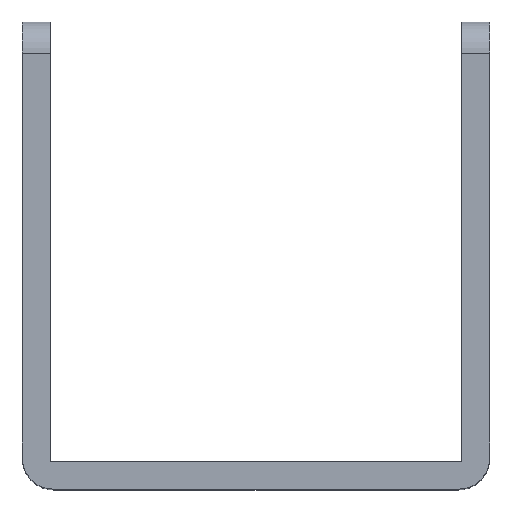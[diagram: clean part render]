
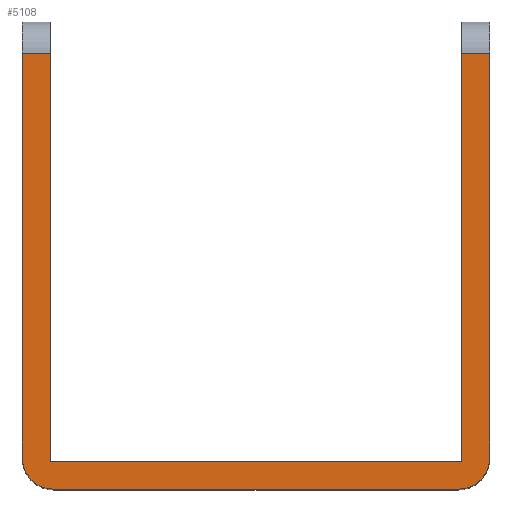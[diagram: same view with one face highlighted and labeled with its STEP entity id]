
A CAD part, top view. The second image highlights one B-rep face of the part: STEP entity #5108.
In plain terms, the highlighted planar face has unit normal (0, 0, 1).
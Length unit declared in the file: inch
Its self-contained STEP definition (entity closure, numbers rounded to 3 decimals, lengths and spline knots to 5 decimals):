
#162 = VERTEX_POINT ( 'NONE', #2117 ) ;
#182 = ORIENTED_EDGE ( 'NONE', *, *, #2175, .T. ) ;
#322 = ORIENTED_EDGE ( 'NONE', *, *, #1634, .T. ) ;
#358 = LINE ( 'NONE', #3713, #1344 ) ;
#447 = PLANE ( 'NONE',  #4698 ) ;
#480 = CARTESIAN_POINT ( 'NONE',  ( 0.1, 0., 1.5 ) ) ;
#584 = DIRECTION ( 'NONE',  ( 0., -1., 0. ) ) ;
#597 = CARTESIAN_POINT ( 'NONE',  ( 1.41, 0.09, 1.5 ) ) ;
#649 = ORIENTED_EDGE ( 'NONE', *, *, #3592, .T. ) ;
#663 = DIRECTION ( 'NONE',  ( 0., 0., 1. ) ) ;
#771 = EDGE_CURVE ( 'NONE', #1202, #1685, #4422, .T. ) ;
#790 = LINE ( 'NONE', #597, #3092 ) ;
#838 = VERTEX_POINT ( 'NONE', #2880 ) ;
#944 = CARTESIAN_POINT ( 'NONE',  ( 1.5, 1.4, 1.5 ) ) ;
#1042 = CARTESIAN_POINT ( 'NONE',  ( 0.09, 0.09, 1.5 ) ) ;
#1175 = VECTOR ( 'NONE', #3339, 39.37008 ) ;
#1202 = VERTEX_POINT ( 'NONE', #1042 ) ;
#1218 = DIRECTION ( 'NONE',  ( -1., 0., 0. ) ) ;
#1273 = CARTESIAN_POINT ( 'NONE',  ( 0., 0., 1.5 ) ) ;
#1283 = DIRECTION ( 'NONE',  ( 0., -1., 0. ) ) ;
#1320 = FACE_OUTER_BOUND ( 'NONE', #4450, .T. ) ;
#1343 = EDGE_CURVE ( 'NONE', #2066, #1545, #790, .T. ) ;
#1344 = VECTOR ( 'NONE', #1283, 39.37008 ) ;
#1471 = DIRECTION ( 'NONE',  ( 0., 0., 1. ) ) ;
#1531 = CARTESIAN_POINT ( 'NONE',  ( 0.09, 0.09, 1.5 ) ) ;
#1545 = VERTEX_POINT ( 'NONE', #4105 ) ;
#1583 = VECTOR ( 'NONE', #1218, 39.37008 ) ;
#1634 = EDGE_CURVE ( 'NONE', #838, #5206, #3371, .T. ) ;
#1685 = VERTEX_POINT ( 'NONE', #3208 ) ;
#1705 = DIRECTION ( 'NONE',  ( -1., 0., 0. ) ) ;
#1719 = EDGE_CURVE ( 'NONE', #1685, #5020, #4160, .T. ) ;
#1774 = LINE ( 'NONE', #2189, #2903 ) ;
#1806 = AXIS2_PLACEMENT_3D ( 'NONE', #3893, #1471, #4294 ) ;
#1843 = CARTESIAN_POINT ( 'NONE',  ( 1.41, 1.4, 1.5 ) ) ;
#1913 = VERTEX_POINT ( 'NONE', #480 ) ;
#2066 = VERTEX_POINT ( 'NONE', #1843 ) ;
#2117 = CARTESIAN_POINT ( 'NONE',  ( 1.4, 0., 1.5 ) ) ;
#2175 = EDGE_CURVE ( 'NONE', #3109, #1913, #4120, .T. ) ;
#2189 = CARTESIAN_POINT ( 'NONE',  ( 1.5, 0., 1.5 ) ) ;
#2363 = DIRECTION ( 'NONE',  ( -1., 0., 0. ) ) ;
#2495 = ORIENTED_EDGE ( 'NONE', *, *, #771, .T. ) ;
#2559 = ORIENTED_EDGE ( 'NONE', *, *, #5027, .T. ) ;
#2572 = VECTOR ( 'NONE', #3549, 39.37008 ) ;
#2577 = ORIENTED_EDGE ( 'NONE', *, *, #4739, .T. ) ;
#2880 = CARTESIAN_POINT ( 'NONE',  ( 1.5, 0.1, 1.5 ) ) ;
#2903 = VECTOR ( 'NONE', #4582, 39.37008 ) ;
#2906 = CARTESIAN_POINT ( 'NONE',  ( 0., 1.4, 1.5 ) ) ;
#3092 = VECTOR ( 'NONE', #584, 39.37008 ) ;
#3109 = VERTEX_POINT ( 'NONE', #4203 ) ;
#3128 = VECTOR ( 'NONE', #2363, 39.37008 ) ;
#3154 = CARTESIAN_POINT ( 'NONE',  ( 0.1, 0.1, 1.5 ) ) ;
#3191 = DIRECTION ( 'NONE',  ( 0., 1., 0. ) ) ;
#3200 = CARTESIAN_POINT ( 'NONE',  ( 0., 1.4, 1.5 ) ) ;
#3208 = CARTESIAN_POINT ( 'NONE',  ( 0.09, 1.4, 1.5 ) ) ;
#3221 = CARTESIAN_POINT ( 'NONE',  ( 0.09, 1.5, 1.5 ) ) ;
#3263 = VECTOR ( 'NONE', #3191, 39.37008 ) ;
#3339 = DIRECTION ( 'NONE',  ( 0., 1., 0. ) ) ;
#3371 = LINE ( 'NONE', #4495, #1175 ) ;
#3542 = DIRECTION ( 'NONE',  ( -1., 0., 0. ) ) ;
#3549 = DIRECTION ( 'NONE',  ( -1., 0., 0. ) ) ;
#3592 = EDGE_CURVE ( 'NONE', #5020, #3109, #358, .T. ) ;
#3713 = CARTESIAN_POINT ( 'NONE',  ( 0., 0., 1.5 ) ) ;
#3719 = ORIENTED_EDGE ( 'NONE', *, *, #4865, .T. ) ;
#3893 = CARTESIAN_POINT ( 'NONE',  ( 1.4, 0.1, 1.5 ) ) ;
#4105 = CARTESIAN_POINT ( 'NONE',  ( 1.41, 0.09, 1.5 ) ) ;
#4120 = CIRCLE ( 'NONE', #4573, 0.1 ) ;
#4131 = DIRECTION ( 'NONE',  ( 0., 0., -1. ) ) ;
#4160 = LINE ( 'NONE', #2906, #3128 ) ;
#4203 = CARTESIAN_POINT ( 'NONE',  ( 0., 0.1, 1.5 ) ) ;
#4239 = ORIENTED_EDGE ( 'NONE', *, *, #4563, .T. ) ;
#4294 = DIRECTION ( 'NONE',  ( -1., 0., 0. ) ) ;
#4422 = LINE ( 'NONE', #3221, #3263 ) ;
#4450 = EDGE_LOOP ( 'NONE', ( #2495, #4972, #649, #182, #2577, #3719, #322, #2559, #4924, #4239 ) ) ;
#4483 = CIRCLE ( 'NONE', #1806, 0.1 ) ;
#4495 = CARTESIAN_POINT ( 'NONE',  ( 1.5, 1.5, 1.5 ) ) ;
#4563 = EDGE_CURVE ( 'NONE', #1545, #1202, #4674, .T. ) ;
#4573 = AXIS2_PLACEMENT_3D ( 'NONE', #3154, #663, #3542 ) ;
#4582 = DIRECTION ( 'NONE',  ( 1., 0., 0. ) ) ;
#4674 = LINE ( 'NONE', #1531, #2572 ) ;
#4698 = AXIS2_PLACEMENT_3D ( 'NONE', #1273, #4131, #1705 ) ;
#4739 = EDGE_CURVE ( 'NONE', #1913, #162, #1774, .T. ) ;
#4788 = LINE ( 'NONE', #3200, #1583 ) ;
#4865 = EDGE_CURVE ( 'NONE', #162, #838, #4483, .T. ) ;
#4924 = ORIENTED_EDGE ( 'NONE', *, *, #1343, .T. ) ;
#4972 = ORIENTED_EDGE ( 'NONE', *, *, #1719, .T. ) ;
#5020 = VERTEX_POINT ( 'NONE', #5157 ) ;
#5027 = EDGE_CURVE ( 'NONE', #5206, #2066, #4788, .T. ) ;
#5108 = ADVANCED_FACE ( 'NONE', ( #1320 ), #447, .F. ) ;
#5157 = CARTESIAN_POINT ( 'NONE',  ( 0., 1.4, 1.5 ) ) ;
#5206 = VERTEX_POINT ( 'NONE', #944 ) ;
